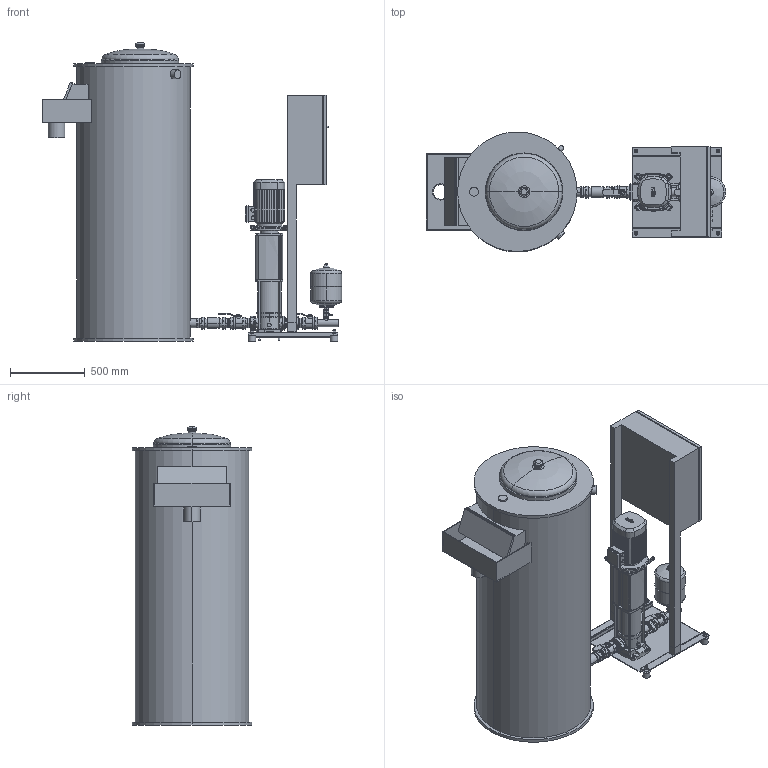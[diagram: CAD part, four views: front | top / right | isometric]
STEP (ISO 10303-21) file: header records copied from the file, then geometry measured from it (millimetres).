
FILE_DESCRIPTION((''),'2;1');
FILE_NAME('3d_FLACompact-1HELIXV1607DS10-2540110.stp','2016-01-25T12:55:06',(''),(''),'Mechanical Desktop 2009','Mechanical Desktop 2009',', , ');
FILE_SCHEMA(('CONFIG_CONTROL_DESIGN'));
Length unit declared in the file: millimetre
Products named in the file (1): Product
Bounding box: 2003 x 800 x 1995 mm (x, y, z)
Volume: 987249795.6 mm3; surface area: 11970959.5 mm2
Topology: 62 solids, 62 shells, 2220 faces, 5726 edges, 3729 vertices
Faces by surface type: plane 1002, bspline 653, cylinder 403, cone 114, torus 42, sphere 6
Entity records: 72775 total; most frequent: CARTESIAN_POINT 18997, ORIENTED_EDGE 11452, DIRECTION 10413, EDGE_CURVE 5726, VERTEX_POINT 3729, VECTOR 3707, LINE 3707, AXIS2_PLACEMENT_3D 3353
